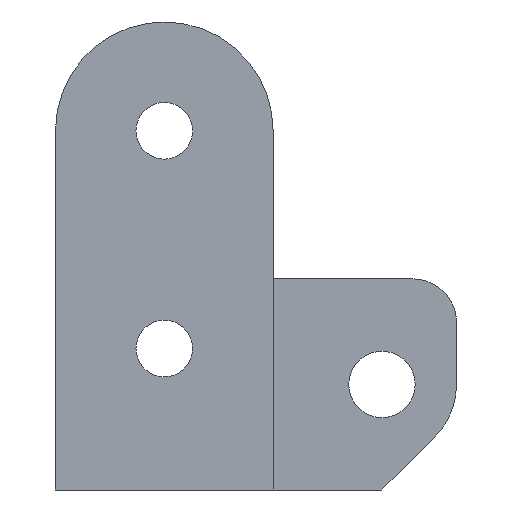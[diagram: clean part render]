
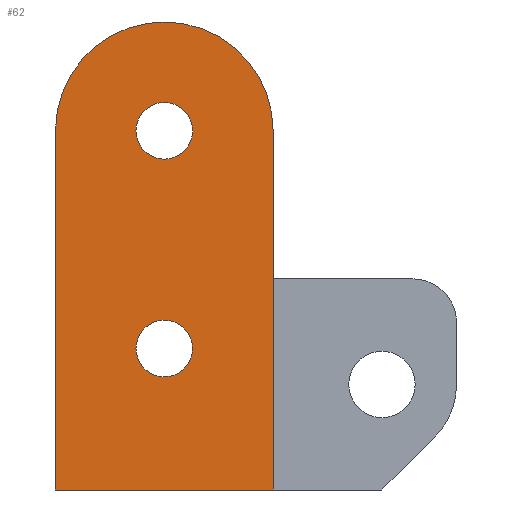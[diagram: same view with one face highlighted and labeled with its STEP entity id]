
A CAD part, left-side view. The second image highlights one B-rep face of the part: STEP entity #62.
In plain terms, the highlighted planar face has unit normal (-1, 0, 0).
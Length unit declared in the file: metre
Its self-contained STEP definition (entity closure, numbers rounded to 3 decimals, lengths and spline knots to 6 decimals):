
#62 = ADVANCED_FACE( '', ( #127, #128, #129 ), #130, .F. );
#127 = FACE_BOUND( '', #226, .T. );
#128 = FACE_BOUND( '', #227, .T. );
#129 = FACE_OUTER_BOUND( '', #228, .T. );
#130 = PLANE( '', #229 );
#226 = EDGE_LOOP( '', ( #433 ) );
#227 = EDGE_LOOP( '', ( #434 ) );
#228 = EDGE_LOOP( '', ( #435, #436, #437, #438 ) );
#229 = AXIS2_PLACEMENT_3D( '', #439, #440, #441 );
#433 = ORIENTED_EDGE( '', *, *, #712, .T. );
#434 = ORIENTED_EDGE( '', *, *, #713, .T. );
#435 = ORIENTED_EDGE( '', *, *, #714, .T. );
#436 = ORIENTED_EDGE( '', *, *, #715, .F. );
#437 = ORIENTED_EDGE( '', *, *, #706, .F. );
#438 = ORIENTED_EDGE( '', *, *, #716, .F. );
#439 = CARTESIAN_POINT( '', ( 0., -0.000001, 0.02 ) );
#440 = DIRECTION( '', ( 1., 0., 0. ) );
#441 = DIRECTION( '', ( 0., 1., 0. ) );
#706 = EDGE_CURVE( '', #875, #877, #878, .T. );
#712 = EDGE_CURVE( '', #886, #886, #887, .T. );
#713 = EDGE_CURVE( '', #888, #888, #889, .T. );
#714 = EDGE_CURVE( '', #890, #891, #892, .T. );
#715 = EDGE_CURVE( '', #877, #891, #893, .T. );
#716 = EDGE_CURVE( '', #890, #875, #894, .T. );
#875 = VERTEX_POINT( '', #1149 );
#877 = VERTEX_POINT( '', #1152 );
#878 = LINE( '', #1153, #1154 );
#886 = VERTEX_POINT( '', #1166 );
#887 = CIRCLE( '', #1167, 0.0026 );
#888 = VERTEX_POINT( '', #1168 );
#889 = CIRCLE( '', #1169, 0.0026 );
#890 = VERTEX_POINT( '', #1170 );
#891 = VERTEX_POINT( '', #1171 );
#892 = CIRCLE( '', #1172, 0.01 );
#893 = LINE( '', #1173, #1174 );
#894 = LINE( '', #1175, #1176 );
#1149 = CARTESIAN_POINT( '', ( 0., -0.01, -0.003 ) );
#1152 = CARTESIAN_POINT( '', ( 0., 0.009999, -0.003 ) );
#1153 = CARTESIAN_POINT( '', ( 0., 0.000025, -0.003 ) );
#1154 = VECTOR( '', #1363, 1. );
#1166 = CARTESIAN_POINT( '', ( 0., 0.0026, 0.03 ) );
#1167 = AXIS2_PLACEMENT_3D( '', #1371, #1372, #1373 );
#1168 = CARTESIAN_POINT( '', ( 0., 0.0026, 0.01 ) );
#1169 = AXIS2_PLACEMENT_3D( '', #1374, #1375, #1376 );
#1170 = CARTESIAN_POINT( '', ( 0., -0.01, 0.03 ) );
#1171 = CARTESIAN_POINT( '', ( 0., 0.009999, 0.030155 ) );
#1172 = AXIS2_PLACEMENT_3D( '', #1377, #1378, #1379 );
#1173 = CARTESIAN_POINT( '', ( 0., 0.009999, 0.015165 ) );
#1174 = VECTOR( '', #1380, 1. );
#1175 = CARTESIAN_POINT( '', ( 0., -0.01, 0.014934 ) );
#1176 = VECTOR( '', #1381, 1. );
#1363 = DIRECTION( '', ( 0., 1., 0. ) );
#1371 = CARTESIAN_POINT( '', ( 0., 0., 0.03 ) );
#1372 = DIRECTION( '', ( 1., 0., 0. ) );
#1373 = DIRECTION( '', ( 0., 1., 0. ) );
#1374 = CARTESIAN_POINT( '', ( 0., 0., 0.01 ) );
#1375 = DIRECTION( '', ( 1., 0., 0. ) );
#1376 = DIRECTION( '', ( 0., 1., 0. ) );
#1377 = CARTESIAN_POINT( '', ( 0., 0., 0.03 ) );
#1378 = DIRECTION( '', ( -1., 0., 0. ) );
#1379 = DIRECTION( '', ( 0., -1., 0. ) );
#1380 = DIRECTION( '', ( 0., 0., 1. ) );
#1381 = DIRECTION( '', ( 0., 0., -1. ) );
